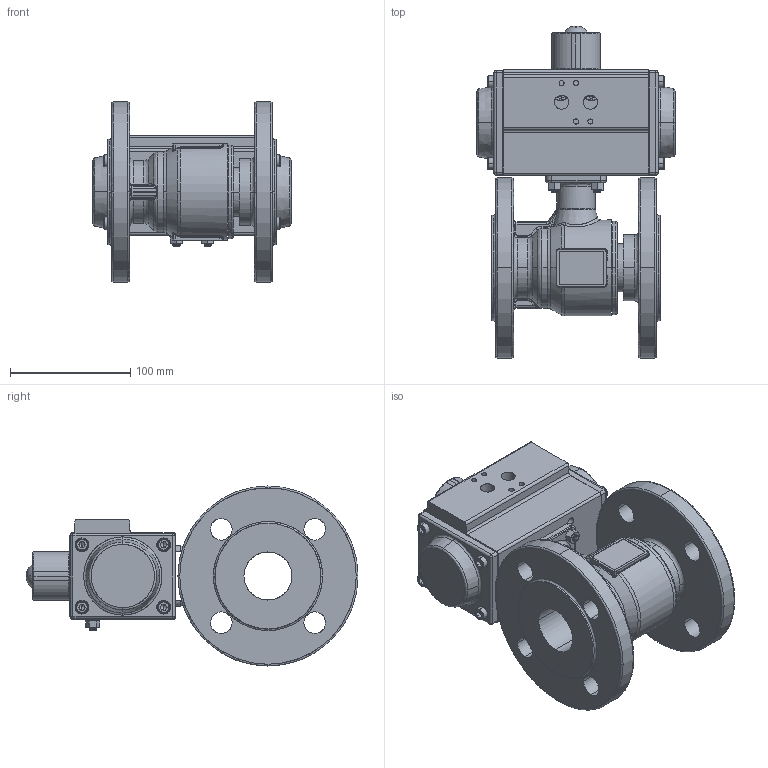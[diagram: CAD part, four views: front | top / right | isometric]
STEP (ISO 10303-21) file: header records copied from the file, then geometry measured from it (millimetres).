
FILE_DESCRIPTION (( 'STEP AP214' ), '1' );
FILE_NAME ('PK04_DN40 (PK04010007).STEP', '2022-03-01T10:14:25', ( '' ), ( '' ), 'SwSTEP 2.0', 'SolidWorks 2021', '' );
FILE_SCHEMA (( 'AUTOMOTIVE_DESIGN' ));
Length unit declared in the file: metre
Products named in the file (1): PK04_DN40 (PK04010007)
Bounding box: 165 x 276.65 x 150 mm (x, y, z)
Surface area: 208563.7 mm2 (no closed solid volume)
Topology: 0 solids, 687 shells, 854 faces, 3879 edges, 3659 vertices
Faces by surface type: cylinder 291, plane 265, bspline 191, cone 105, sphere 2
Entity records: 73659 total; most frequent: CARTESIAN_POINT 35470, DIRECTION 5458, ORIENTED_EDGE 4157, EDGE_CURVE 3851, VERTEX_POINT 3659, AXIS2_PLACEMENT_3D 1906, VECTOR 1646, LINE 1646
